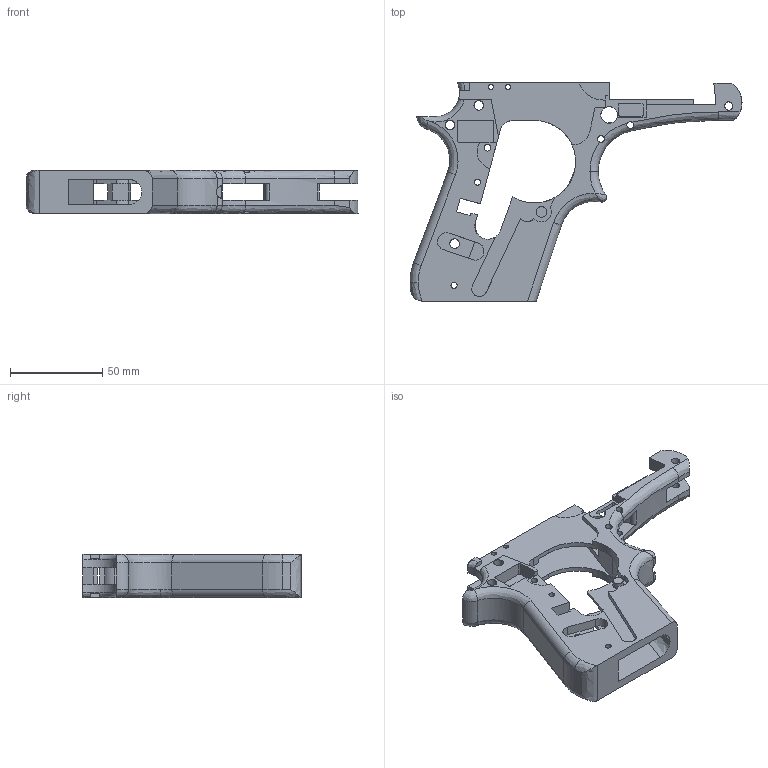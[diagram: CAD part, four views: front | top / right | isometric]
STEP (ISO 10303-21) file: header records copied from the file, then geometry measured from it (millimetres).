
FILE_DESCRIPTION(('FreeCAD Model'),'2;1');
FILE_NAME('Open CASCADE Shape Model','2025-05-09T14:30:37',('FreeCAD'),( 'FreeCAD'),'Open CASCADE STEP processor 7.6','FreeCAD','Unknown');
FILE_SCHEMA(('AUTOMOTIVE_DESIGN { 1 0 10303 214 1 1 1 1 }'));
Length unit declared in the file: millimetre
Products named in the file (1): Open CASCADE STEP translator 7.6 1
Bounding box: 179.64 x 118.1 x 23.34 mm (x, y, z)
Volume: 109433.3 mm3; surface area: 46311.8 mm2
Topology: 1 solids, 1 shells, 275 faces, 836 edges, 548 vertices
Faces by surface type: bspline 275
Entity records: 9594 total; most frequent: CARTESIAN_POINT 4926, ORIENTED_EDGE 1668, EDGE_CURVE 834, VERTEX_POINT 548, B_SPLINE_CURVE_WITH_KNOTS 545, FACE_BOUND 322, EDGE_LOOP 322, ADVANCED_FACE 275
